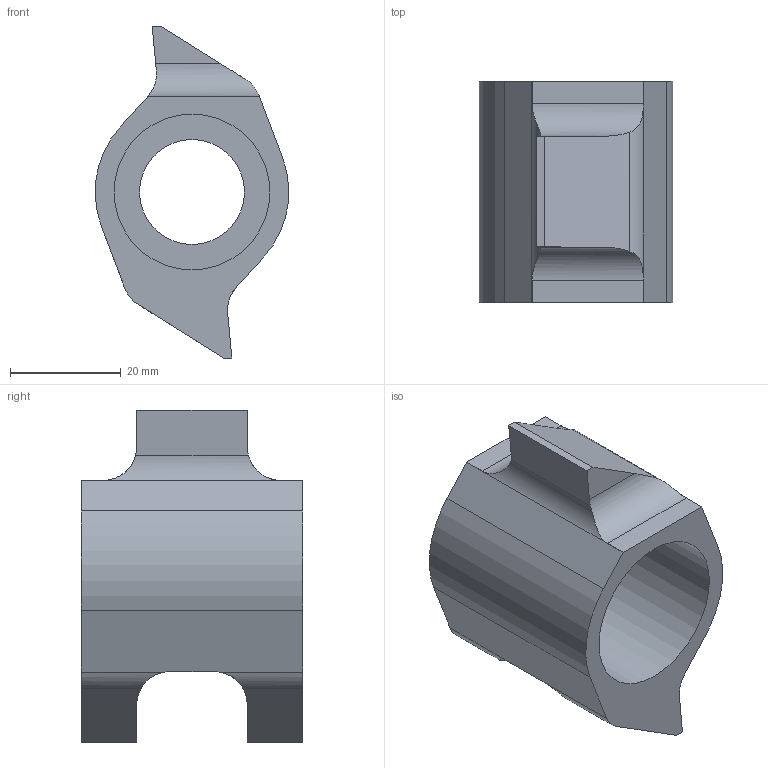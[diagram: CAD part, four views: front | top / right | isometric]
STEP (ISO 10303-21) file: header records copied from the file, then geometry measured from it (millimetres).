
FILE_DESCRIPTION(/* description */ (''),/* implementation_level */ '2;1');
FILE_NAME(/* name */ 'HUBMOTOR bumble V2.step',/* time_stamp */ '2026-02-18T14:02:41-03:00',/* author */ (''),/* organization */ (''),/* preprocessor_version */ 'ST-DEVELOPER v20.1',/* originating_system */ 'Autodesk Translation Framework v14.24.0.0',/* authorisation */ '');
FILE_SCHEMA (('AUTOMOTIVE_DESIGN { 1 0 10303 214 3 1 1 }'));
Length unit declared in the file: millimetre
Products named in the file (1): hubmotor prt.2
Bounding box: 34.96 x 40 x 60 mm (x, y, z)
Volume: 28023.2 mm3; surface area: 10581.5 mm2
Topology: 1 solids, 1 shells, 36 faces, 99 edges, 66 vertices
Faces by surface type: plane 23, cylinder 13
Full cylindrical faces by diameter (mm): 18.98 x1, 28.18 x1
Entity records: 1254 total; most frequent: CARTESIAN_POINT 290, ORIENTED_EDGE 198, DIRECTION 191, EDGE_CURVE 99, VERTEX_POINT 66, LINE 65, VECTOR 65, AXIS2_PLACEMENT_3D 63
